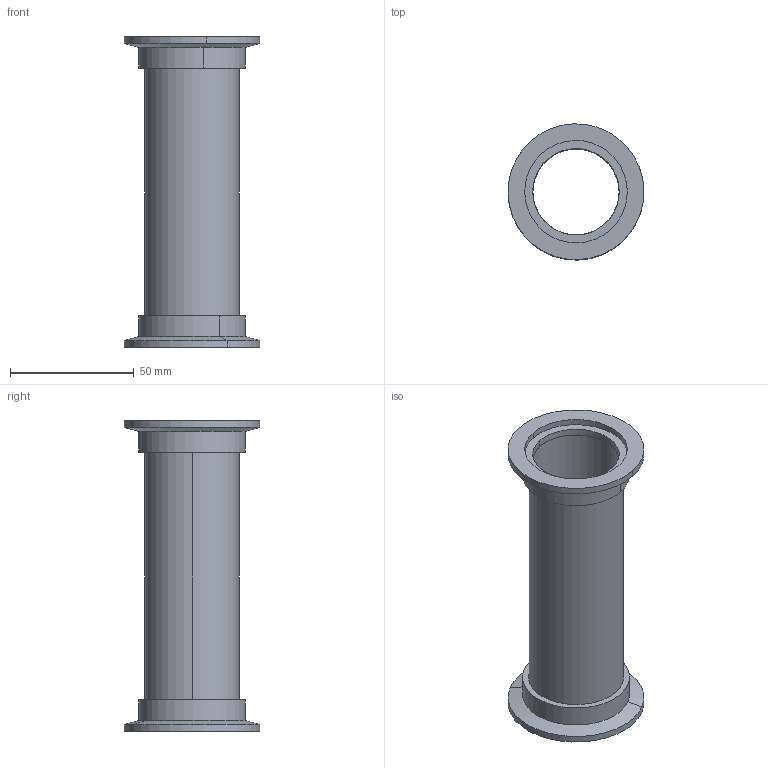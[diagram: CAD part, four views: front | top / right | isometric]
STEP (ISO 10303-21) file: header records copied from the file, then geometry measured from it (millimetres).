
FILE_DESCRIPTION (( 'STEP AP214' ), '1' );
FILE_NAME ('721002.STEP', '2024-01-01T08:44:34', ( '' ), ( '' ), 'SwSTEP 2.0', 'SolidWorks 2022', '' );
FILE_SCHEMA (( 'AUTOMOTIVE_DESIGN' ));
Length unit declared in the file: inch
Products named in the file (3): 721002; 713003; 940202
Assembly tree (3 placements, depth 2):
  721002
    940202
    713003  x2
Bounding box: 54.85 x 54.85 x 125.43 mm (x, y, z)
Volume: 35965.8 mm3; surface area: 38630.6 mm2
Topology: 3 solids, 3 shells, 38 faces, 76 edges, 48 vertices
Faces by surface type: cylinder 24, plane 10, cone 4
Entity records: 724 total; most frequent: DIRECTION 128, CARTESIAN_POINT 100, ORIENTED_EDGE 88, AXIS2_PLACEMENT_3D 56, EDGE_CURVE 44, CIRCLE 28, VERTEX_POINT 28, EDGE_LOOP 28
